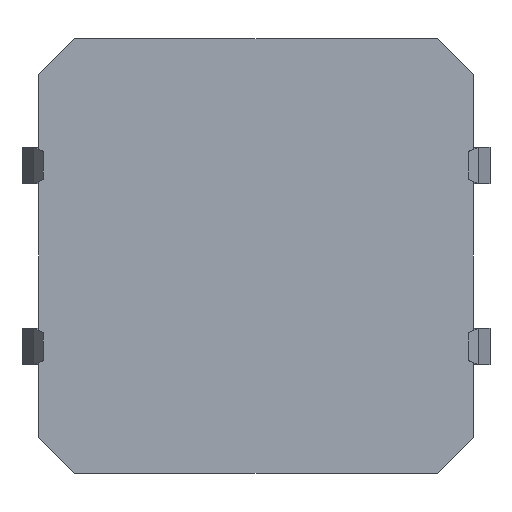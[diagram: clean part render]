
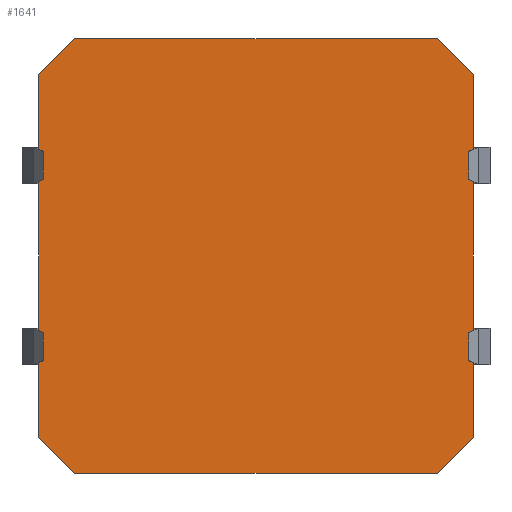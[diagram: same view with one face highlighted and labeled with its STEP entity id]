
A CAD part, front view. The second image highlights one B-rep face of the part: STEP entity #1641.
In plain terms, the highlighted planar face has unit normal (0, -1, 0).
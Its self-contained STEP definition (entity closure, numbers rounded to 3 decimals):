
#123=FACE_OUTER_BOUND('',#223,.T.);
#223=EDGE_LOOP('',(#1237,#1238,#1239,#1240,#1241,#1242,#1243,#1244));
#339=LINE('',#2413,#532);
#359=LINE('',#2506,#552);
#361=LINE('',#2510,#554);
#363=LINE('',#2514,#556);
#364=LINE('',#2515,#557);
#365=LINE('',#2517,#558);
#366=LINE('',#2519,#559);
#367=LINE('',#2520,#560);
#532=VECTOR('',#1925,10.);
#552=VECTOR('',#2035,10.);
#554=VECTOR('',#2039,10.);
#556=VECTOR('',#2043,10.);
#557=VECTOR('',#2044,10.);
#558=VECTOR('',#2045,10.);
#559=VECTOR('',#2046,10.);
#560=VECTOR('',#2047,10.);
#715=VERTEX_POINT('',#2410);
#716=VERTEX_POINT('',#2412);
#743=VERTEX_POINT('',#2503);
#744=VERTEX_POINT('',#2505);
#745=VERTEX_POINT('',#2509);
#746=VERTEX_POINT('',#2513);
#747=VERTEX_POINT('',#2516);
#748=VERTEX_POINT('',#2518);
#878=EDGE_CURVE('',#716,#715,#339,.T.);
#922=EDGE_CURVE('',#743,#744,#359,.T.);
#924=EDGE_CURVE('',#745,#744,#361,.T.);
#926=EDGE_CURVE('',#743,#746,#363,.T.);
#927=EDGE_CURVE('',#716,#746,#364,.T.);
#928=EDGE_CURVE('',#747,#715,#365,.T.);
#929=EDGE_CURVE('',#747,#748,#366,.T.);
#930=EDGE_CURVE('',#745,#748,#367,.T.);
#1237=ORIENTED_EDGE('',*,*,#922,.F.);
#1238=ORIENTED_EDGE('',*,*,#926,.T.);
#1239=ORIENTED_EDGE('',*,*,#927,.F.);
#1240=ORIENTED_EDGE('',*,*,#878,.T.);
#1241=ORIENTED_EDGE('',*,*,#928,.F.);
#1242=ORIENTED_EDGE('',*,*,#929,.T.);
#1243=ORIENTED_EDGE('',*,*,#930,.F.);
#1244=ORIENTED_EDGE('',*,*,#924,.T.);
#1551=PLANE('',#1781);
#1641=ADVANCED_FACE('',(#123),#1551,.F.);
#1781=AXIS2_PLACEMENT_3D('',#2512,#2041,#2042);
#1925=DIRECTION('',(-1.,0.,0.));
#2035=DIRECTION('',(-0.707,0.,-0.707));
#2039=DIRECTION('',(1.,0.,0.));
#2041=DIRECTION('center_axis',(0.,1.,0.));
#2042=DIRECTION('ref_axis',(1.,0.,0.));
#2043=DIRECTION('',(0.,0.,1.));
#2044=DIRECTION('',(0.707,0.,-0.707));
#2045=DIRECTION('',(0.707,0.,0.707));
#2046=DIRECTION('',(0.,0.,-1.));
#2047=DIRECTION('',(-0.707,0.,0.707));
#2410=CARTESIAN_POINT('',(-5.,0.,6.));
#2412=CARTESIAN_POINT('',(5.,0.,6.));
#2413=CARTESIAN_POINT('',(6.,0.,6.));
#2503=CARTESIAN_POINT('',(6.,0.,-5.));
#2505=CARTESIAN_POINT('',(5.,0.,-6.));
#2506=CARTESIAN_POINT('',(5.5,0.,-5.5));
#2509=CARTESIAN_POINT('',(-5.,0.,-6.));
#2510=CARTESIAN_POINT('',(-6.,0.,-6.));
#2512=CARTESIAN_POINT('Origin',(0.,0.,0.));
#2513=CARTESIAN_POINT('',(6.,0.,5.));
#2514=CARTESIAN_POINT('',(6.,0.,-6.));
#2515=CARTESIAN_POINT('',(5.5,0.,5.5));
#2516=CARTESIAN_POINT('',(-6.,0.,5.));
#2517=CARTESIAN_POINT('',(-5.5,0.,5.5));
#2518=CARTESIAN_POINT('',(-6.,0.,-5.));
#2519=CARTESIAN_POINT('',(-6.,0.,6.));
#2520=CARTESIAN_POINT('',(-5.5,0.,-5.5));
